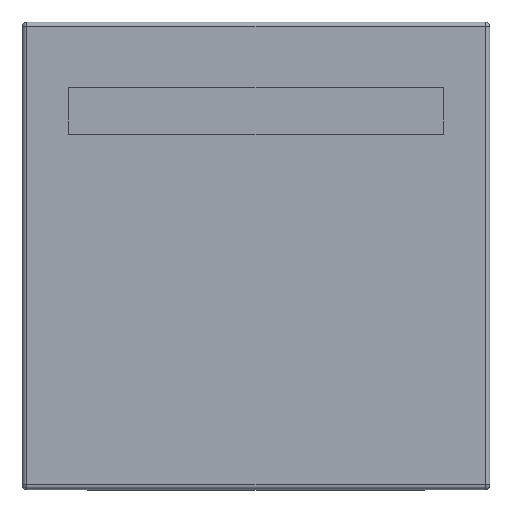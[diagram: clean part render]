
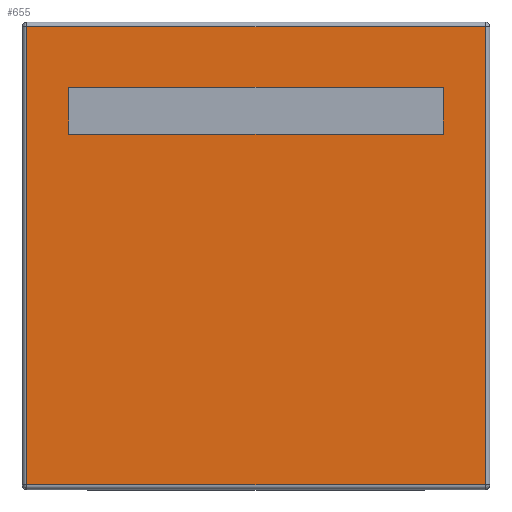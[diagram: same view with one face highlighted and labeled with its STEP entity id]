
A CAD part, top view. The second image highlights one B-rep face of the part: STEP entity #655.
In plain terms, the highlighted planar face has unit normal (0, 0, 1).
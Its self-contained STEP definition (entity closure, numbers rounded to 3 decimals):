
#58 = LINE ( 'NONE', #1846, #1917 ) ;
#177 = DIRECTION ( 'NONE',  ( 1., 0., 0. ) ) ;
#208 = ORIENTED_EDGE ( 'NONE', *, *, #2205, .T. ) ;
#409 = AXIS2_PLACEMENT_3D ( 'NONE', #3374, #1747, #177 ) ;
#494 = VECTOR ( 'NONE', #2099, 1000. ) ;
#540 = CARTESIAN_POINT ( 'NONE',  ( -2.45, -2.45, 2.45 ) ) ;
#624 = ORIENTED_EDGE ( 'NONE', *, *, #3280, .T. ) ;
#633 = EDGE_LOOP ( 'NONE', ( #208, #2714, #624, #1527 ) ) ;
#655 = ADVANCED_FACE ( 'NONE', ( #1872 ), #2635, .T. ) ;
#691 = CARTESIAN_POINT ( 'NONE',  ( 2.45, -2.45, 2.45 ) ) ;
#968 = CARTESIAN_POINT ( 'NONE',  ( -2.5, -2.45, 2.45 ) ) ;
#1117 = LINE ( 'NONE', #1243, #3158 ) ;
#1243 = CARTESIAN_POINT ( 'NONE',  ( -2.5, 2.45, 2.45 ) ) ;
#1314 = DIRECTION ( 'NONE',  ( -1., 0., 0. ) ) ;
#1527 = ORIENTED_EDGE ( 'NONE', *, *, #2902, .T. ) ;
#1702 = CARTESIAN_POINT ( 'NONE',  ( 2.45, 2.45, 2.45 ) ) ;
#1747 = DIRECTION ( 'NONE',  ( 0., 0., 1. ) ) ;
#1846 = CARTESIAN_POINT ( 'NONE',  ( 2.45, 2.5, 2.45 ) ) ;
#1872 = FACE_OUTER_BOUND ( 'NONE', #633, .T. ) ;
#1917 = VECTOR ( 'NONE', #3457, 1000. ) ;
#2034 = CARTESIAN_POINT ( 'NONE',  ( -2.45, 2.45, 2.45 ) ) ;
#2099 = DIRECTION ( 'NONE',  ( 0., -1., 0. ) ) ;
#2205 = EDGE_CURVE ( 'NONE', #3405, #2680, #58, .T. ) ;
#2244 = LINE ( 'NONE', #3176, #494 ) ;
#2472 = LINE ( 'NONE', #968, #2552 ) ;
#2531 = VERTEX_POINT ( 'NONE', #2034 ) ;
#2552 = VECTOR ( 'NONE', #3353, 1000. ) ;
#2635 = PLANE ( 'NONE',  #409 ) ;
#2680 = VERTEX_POINT ( 'NONE', #1702 ) ;
#2714 = ORIENTED_EDGE ( 'NONE', *, *, #3258, .T. ) ;
#2902 = EDGE_CURVE ( 'NONE', #2987, #3405, #2472, .T. ) ;
#2987 = VERTEX_POINT ( 'NONE', #540 ) ;
#3158 = VECTOR ( 'NONE', #1314, 1000. ) ;
#3176 = CARTESIAN_POINT ( 'NONE',  ( -2.45, 2.5, 2.45 ) ) ;
#3258 = EDGE_CURVE ( 'NONE', #2680, #2531, #1117, .T. ) ;
#3280 = EDGE_CURVE ( 'NONE', #2531, #2987, #2244, .T. ) ;
#3353 = DIRECTION ( 'NONE',  ( 1., 0., 0. ) ) ;
#3374 = CARTESIAN_POINT ( 'NONE',  ( -2.5, 2.5, 2.45 ) ) ;
#3405 = VERTEX_POINT ( 'NONE', #691 ) ;
#3457 = DIRECTION ( 'NONE',  ( 0., 1., 0. ) ) ;
